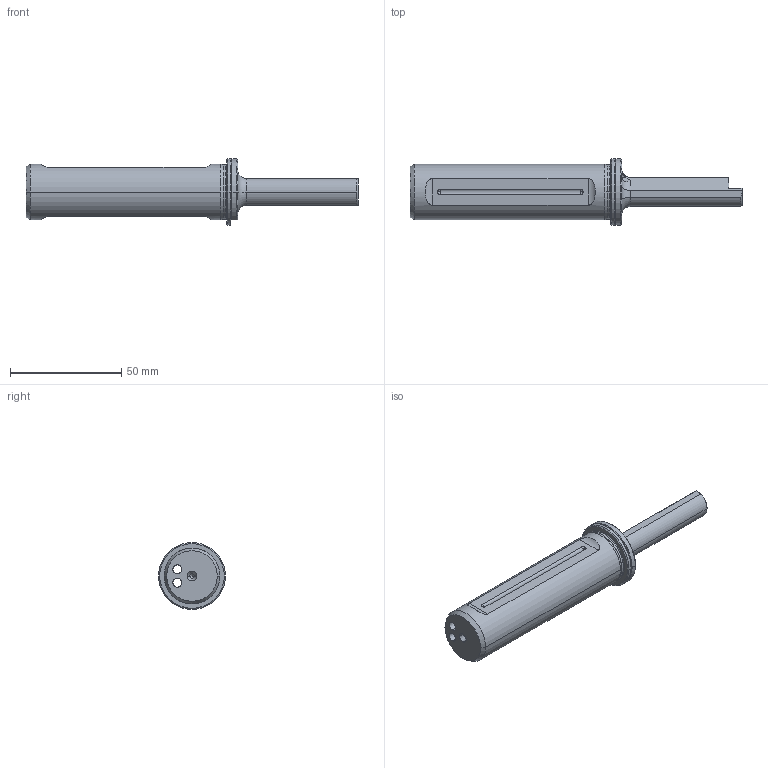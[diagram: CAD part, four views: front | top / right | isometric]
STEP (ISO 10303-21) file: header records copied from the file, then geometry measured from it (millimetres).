
FILE_DESCRIPTION (( 'STEP AP203' ), '1' );
FILE_NAME ('UT-SQ-13_16-25.STEP', '2023-07-17T08:37:11', ( 'TECNICO' ), ( '' ), 'SwSTEP 2.0', 'SolidWorks 2020', '' );
FILE_SCHEMA (( 'CONFIG_CONTROL_DESIGN' ));
Length unit declared in the file: millimetre
Products named in the file (1): UT-SQ-13_16-25
Bounding box: 149 x 30 x 30 mm (x, y, z)
Volume: 48628.2 mm3; surface area: 13376.9 mm2
Topology: 1 solids, 1 shells, 113 faces, 276 edges, 163 vertices
Faces by surface type: cylinder 40, cone 31, plane 23, torus 11, sphere 8
Entity records: 3673 total; most frequent: CARTESIAN_POINT 947, DIRECTION 588, ORIENTED_EDGE 536, EDGE_CURVE 268, AXIS2_PLACEMENT_3D 236, VERTEX_POINT 163, EDGE_LOOP 123, CIRCLE 122
